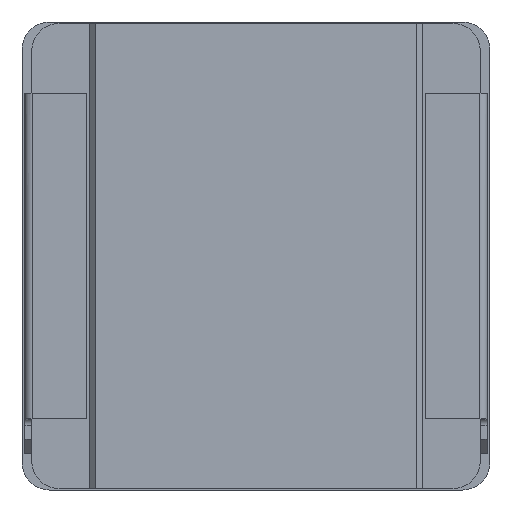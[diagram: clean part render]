
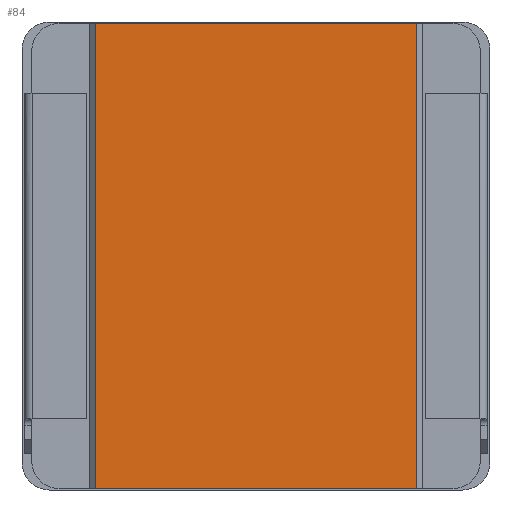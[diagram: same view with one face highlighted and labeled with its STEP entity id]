
A CAD part, front view. The second image highlights one B-rep face of the part: STEP entity #84.
In plain terms, the highlighted planar face has unit normal (0, -1, 0).
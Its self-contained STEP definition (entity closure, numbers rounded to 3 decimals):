
#84=ADVANCED_FACE('',(#153),#154,.F.);
#153=FACE_OUTER_BOUND('',#272,.T.);
#154=PLANE('',#273);
#272=EDGE_LOOP('',(#493,#494,#495,#496));
#273=AXIS2_PLACEMENT_3D('',#497,#498,#499);
#493=ORIENTED_EDGE('',*,*,#922,.F.);
#494=ORIENTED_EDGE('',*,*,#955,.T.);
#495=ORIENTED_EDGE('',*,*,#950,.F.);
#496=ORIENTED_EDGE('',*,*,#956,.T.);
#497=CARTESIAN_POINT('',(13.61,2.428,7.655));
#498=DIRECTION('',(-0.0,1.0,0.0));
#499=DIRECTION('',(1.0,0.0,0.0));
#922=EDGE_CURVE('',#1114,#1116,#1117,.T.);
#950=EDGE_CURVE('',#1168,#1169,#1170,.T.);
#955=EDGE_CURVE('',#1114,#1169,#1176,.T.);
#956=EDGE_CURVE('',#1168,#1116,#1177,.T.);
#1114=VERTEX_POINT('',#1424);
#1116=VERTEX_POINT('',#1427);
#1117=LINE('',#1428,#1429);
#1168=VERTEX_POINT('',#1508);
#1169=VERTEX_POINT('',#1509);
#1170=LINE('',#1510,#1511);
#1176=LINE('',#1521,#1522);
#1177=LINE('',#1523,#1524);
#1424=CARTESIAN_POINT('',(12.279,2.428,-8.413));
#1427=CARTESIAN_POINT('',(0.488,2.428,-8.413));
#1428=CARTESIAN_POINT('',(-0.843,2.428,-8.413));
#1429=VECTOR('',#1806,1000.0);
#1508=CARTESIAN_POINT('',(0.488,2.428,8.661));
#1509=CARTESIAN_POINT('',(12.279,2.428,8.661));
#1510=CARTESIAN_POINT('',(-0.843,2.428,8.661));
#1511=VECTOR('',#1847,1000.0);
#1521=CARTESIAN_POINT('',(12.279,2.428,7.655));
#1522=VECTOR('',#1852,1000.0);
#1523=CARTESIAN_POINT('',(0.488,2.428,7.655));
#1524=VECTOR('',#1853,1000.0);
#1806=DIRECTION('',(-1.0,-0.0,-0.0));
#1847=DIRECTION('',(1.0,0.0,0.0));
#1852=DIRECTION('',(0.0,0.0,1.0));
#1853=DIRECTION('',(0.0,0.0,-1.0));
